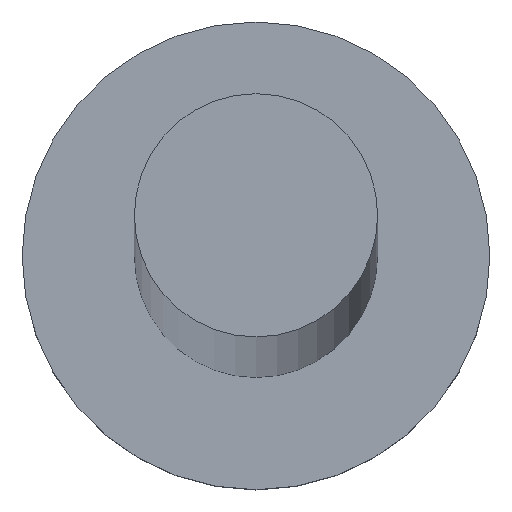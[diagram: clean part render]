
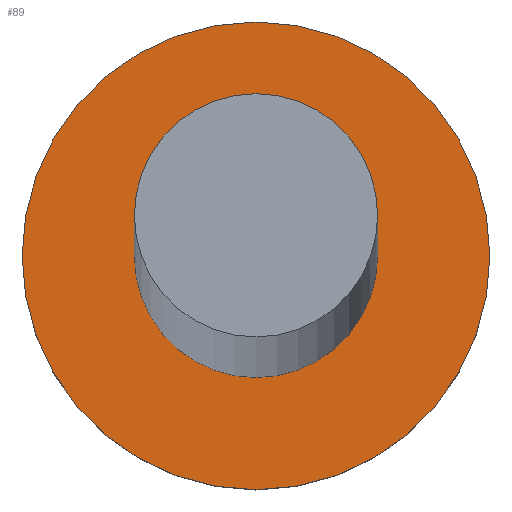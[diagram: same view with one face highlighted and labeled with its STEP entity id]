
A CAD part, top view. The second image highlights one B-rep face of the part: STEP entity #89.
In plain terms, the highlighted planar face has unit normal (0, 0, 1).
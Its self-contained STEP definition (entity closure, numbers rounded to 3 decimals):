
#5 = FACE_OUTER_BOUND ( 'NONE', #36, .T. ) ;
#9 = EDGE_CURVE ( 'NONE', #155, #62, #239, .T. ) ;
#27 = CARTESIAN_POINT ( 'NONE',  ( 5., 0., 3. ) ) ;
#36 = EDGE_LOOP ( 'NONE', ( #112, #255 ) ) ;
#38 = EDGE_CURVE ( 'NONE', #60, #182, #218, .T. ) ;
#40 = EDGE_LOOP ( 'NONE', ( #59, #106 ) ) ;
#44 = DIRECTION ( 'NONE',  ( 0., 0., 1. ) ) ;
#54 = DIRECTION ( 'NONE',  ( 1., 0., 0. ) ) ;
#55 = EDGE_CURVE ( 'NONE', #62, #155, #125, .T. ) ;
#59 = ORIENTED_EDGE ( 'NONE', *, *, #9, .F. ) ;
#60 = VERTEX_POINT ( 'NONE', #27 ) ;
#62 = VERTEX_POINT ( 'NONE', #244 ) ;
#64 = CARTESIAN_POINT ( 'NONE',  ( 0., 0., 3. ) ) ;
#66 = DIRECTION ( 'NONE',  ( 1., 0., 0. ) ) ;
#76 = DIRECTION ( 'NONE',  ( 0., 0., 1. ) ) ;
#83 = AXIS2_PLACEMENT_3D ( 'NONE', #64, #44, #54 ) ;
#85 = DIRECTION ( 'NONE',  ( 1., 0., 0. ) ) ;
#89 = ADVANCED_FACE ( 'NONE', ( #116, #5 ), #149, .T. ) ;
#102 = CARTESIAN_POINT ( 'NONE',  ( 0., 0., 3. ) ) ;
#105 = DIRECTION ( 'NONE',  ( 0., 0., 1. ) ) ;
#106 = ORIENTED_EDGE ( 'NONE', *, *, #55, .F. ) ;
#112 = ORIENTED_EDGE ( 'NONE', *, *, #178, .T. ) ;
#113 = AXIS2_PLACEMENT_3D ( 'NONE', #170, #180, #66 ) ;
#116 = FACE_BOUND ( 'NONE', #40, .T. ) ;
#123 = DIRECTION ( 'NONE',  ( 1., 0., 0. ) ) ;
#125 = CIRCLE ( 'NONE', #83, 2.6 ) ;
#134 = CARTESIAN_POINT ( 'NONE',  ( -2.6, 0., 3. ) ) ;
#149 = PLANE ( 'NONE',  #214 ) ;
#155 = VERTEX_POINT ( 'NONE', #134 ) ;
#170 = CARTESIAN_POINT ( 'NONE',  ( 0., 0., 3. ) ) ;
#176 = AXIS2_PLACEMENT_3D ( 'NONE', #205, #241, #226 ) ;
#178 = EDGE_CURVE ( 'NONE', #182, #60, #215, .T. ) ;
#180 = DIRECTION ( 'NONE',  ( 0., 0., 1. ) ) ;
#182 = VERTEX_POINT ( 'NONE', #254 ) ;
#184 = CARTESIAN_POINT ( 'NONE',  ( 0., 0., 3. ) ) ;
#190 = AXIS2_PLACEMENT_3D ( 'NONE', #102, #76, #123 ) ;
#205 = CARTESIAN_POINT ( 'NONE',  ( 0., 0., 3. ) ) ;
#214 = AXIS2_PLACEMENT_3D ( 'NONE', #184, #105, #85 ) ;
#215 = CIRCLE ( 'NONE', #113, 5. ) ;
#218 = CIRCLE ( 'NONE', #176, 5. ) ;
#226 = DIRECTION ( 'NONE',  ( 1., 0., 0. ) ) ;
#239 = CIRCLE ( 'NONE', #190, 2.6 ) ;
#241 = DIRECTION ( 'NONE',  ( 0., 0., 1. ) ) ;
#244 = CARTESIAN_POINT ( 'NONE',  ( 2.6, 0., 3. ) ) ;
#254 = CARTESIAN_POINT ( 'NONE',  ( -5., 0., 3. ) ) ;
#255 = ORIENTED_EDGE ( 'NONE', *, *, #38, .T. ) ;
